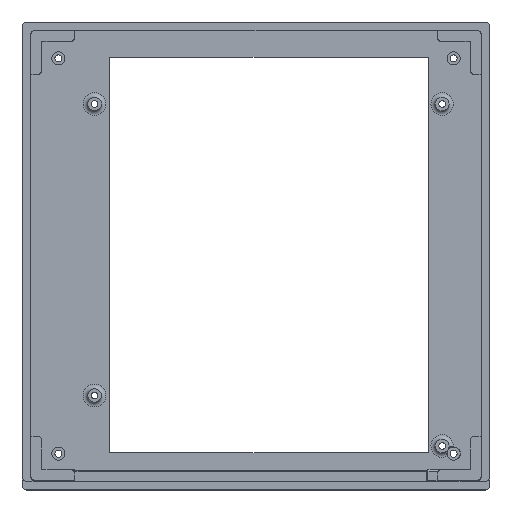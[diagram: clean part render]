
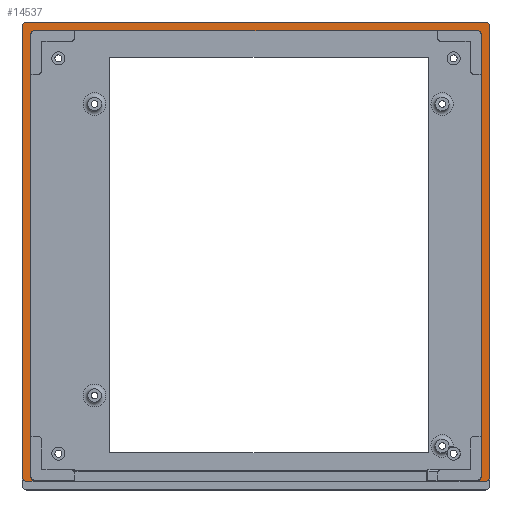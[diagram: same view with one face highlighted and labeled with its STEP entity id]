
A CAD part, top view. The second image highlights one B-rep face of the part: STEP entity #14537.
In plain terms, the highlighted planar face has unit normal (0, 0, 1).
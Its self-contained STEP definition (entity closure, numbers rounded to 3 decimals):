
#13700=CARTESIAN_POINT('',(958.,428.,487.5));
#13701=VERTEX_POINT('',#13700);
#13718=CARTESIAN_POINT('',(976.,428.,487.5));
#13719=VERTEX_POINT('',#13718);
#13726=CARTESIAN_POINT('',(976.,428.,487.5));
#13727=DIRECTION('',(-1.,-0.,0.));
#13728=VECTOR('',#13727,18.);
#13729=LINE('',#13726,#13728);
#13730=EDGE_CURVE('',#13719,#13701,#13729,.T.);
#14150=CARTESIAN_POINT('',(978.,408.,487.5));
#14151=VERTEX_POINT('',#14150);
#14182=CARTESIAN_POINT('',(978.,426.,487.5));
#14183=VERTEX_POINT('',#14182);
#14199=CARTESIAN_POINT('',(978.,408.,487.5));
#14200=DIRECTION('',(-0.,1.,0.));
#14201=VECTOR('',#14200,18.);
#14202=LINE('',#14199,#14201);
#14203=EDGE_CURVE('',#14151,#14183,#14202,.T.);
#14272=CARTESIAN_POINT('',(976.,426.,487.5));
#14273=DIRECTION('',(-0.,-0.,-1.));
#14274=DIRECTION('',(1.,0.,-0.));
#14275=AXIS2_PLACEMENT_3D('',#14272,#14273,#14274);
#14276=CIRCLE('',#14275,2.);
#14277=EDGE_CURVE('',#13719,#14183,#14276,.T.);
#14337=CARTESIAN_POINT('',(982.,226.,487.5));
#14338=VERTEX_POINT('',#14337);
#14339=CARTESIAN_POINT('',(982.,430.,487.5));
#14340=VERTEX_POINT('',#14339);
#14341=CARTESIAN_POINT('',(982.,226.,487.5));
#14342=DIRECTION('',(0.,1.,0.));
#14343=VECTOR('',#14342,204.);
#14344=LINE('',#14341,#14343);
#14345=EDGE_CURVE('',#14338,#14340,#14344,.T.);
#14379=CARTESIAN_POINT('',(350.,800.,487.5));
#14380=DIRECTION('',(0.,0.,1.));
#14381=DIRECTION('',(1.,0.,-0.));
#14382=AXIS2_PLACEMENT_3D('',#14379,#14380,#14381);
#14383=PLANE('',#14382);
#14384=CARTESIAN_POINT('',(770.,430.,487.5));
#14385=VERTEX_POINT('',#14384);
#14386=CARTESIAN_POINT('',(770.,226.,487.5));
#14387=VERTEX_POINT('',#14386);
#14388=CARTESIAN_POINT('',(770.,430.,487.5));
#14389=DIRECTION('',(0.,-1.,0.));
#14390=VECTOR('',#14389,204.);
#14391=LINE('',#14388,#14390);
#14392=EDGE_CURVE('',#14385,#14387,#14391,.T.);
#14393=ORIENTED_EDGE('',*,*,#14392,.T.);
#14394=CARTESIAN_POINT('',(772.,224.,487.5));
#14395=VERTEX_POINT('',#14394);
#14396=CARTESIAN_POINT('',(772.,226.,487.5));
#14397=DIRECTION('',(0.,0.,1.));
#14398=DIRECTION('',(1.,0.,-0.));
#14399=AXIS2_PLACEMENT_3D('',#14396,#14397,#14398);
#14400=CIRCLE('',#14399,2.);
#14401=EDGE_CURVE('',#14387,#14395,#14400,.T.);
#14402=ORIENTED_EDGE('',*,*,#14401,.T.);
#14403=CARTESIAN_POINT('',(776.,224.,487.5));
#14404=VERTEX_POINT('',#14403);
#14405=CARTESIAN_POINT('',(772.,224.,487.5));
#14406=DIRECTION('',(1.,0.,-0.));
#14407=VECTOR('',#14406,4.);
#14408=LINE('',#14405,#14407);
#14409=EDGE_CURVE('',#14395,#14404,#14408,.T.);
#14410=ORIENTED_EDGE('',*,*,#14409,.T.);
#14411=CARTESIAN_POINT('',(774.,226.,487.5));
#14412=VERTEX_POINT('',#14411);
#14413=CARTESIAN_POINT('',(776.,226.,487.5));
#14414=DIRECTION('',(-0.,-0.,-1.));
#14415=DIRECTION('',(1.,0.,-0.));
#14416=AXIS2_PLACEMENT_3D('',#14413,#14414,#14415);
#14417=CIRCLE('',#14416,2.);
#14418=EDGE_CURVE('',#14404,#14412,#14417,.T.);
#14419=ORIENTED_EDGE('',*,*,#14418,.T.);
#14420=CARTESIAN_POINT('',(774.,244.,487.5));
#14421=VERTEX_POINT('',#14420);
#14422=CARTESIAN_POINT('',(774.,226.,487.5));
#14423=DIRECTION('',(-0.,1.,0.));
#14424=VECTOR('',#14423,18.);
#14425=LINE('',#14422,#14424);
#14426=EDGE_CURVE('',#14412,#14421,#14425,.T.);
#14427=ORIENTED_EDGE('',*,*,#14426,.T.);
#14428=CARTESIAN_POINT('',(774.,408.,487.5));
#14429=VERTEX_POINT('',#14428);
#14430=CARTESIAN_POINT('',(774.,244.,487.5));
#14431=DIRECTION('',(-0.,1.,0.));
#14432=VECTOR('',#14431,164.);
#14433=LINE('',#14430,#14432);
#14434=EDGE_CURVE('',#14421,#14429,#14433,.T.);
#14435=ORIENTED_EDGE('',*,*,#14434,.T.);
#14436=CARTESIAN_POINT('',(774.,426.,487.5));
#14437=VERTEX_POINT('',#14436);
#14438=CARTESIAN_POINT('',(774.,408.,487.5));
#14439=DIRECTION('',(-0.,1.,0.));
#14440=VECTOR('',#14439,18.);
#14441=LINE('',#14438,#14440);
#14442=EDGE_CURVE('',#14429,#14437,#14441,.T.);
#14443=ORIENTED_EDGE('',*,*,#14442,.T.);
#14444=CARTESIAN_POINT('',(776.,428.,487.5));
#14445=VERTEX_POINT('',#14444);
#14446=CARTESIAN_POINT('',(776.,426.,487.5));
#14447=DIRECTION('',(-0.,-0.,-1.));
#14448=DIRECTION('',(1.,0.,-0.));
#14449=AXIS2_PLACEMENT_3D('',#14446,#14447,#14448);
#14450=CIRCLE('',#14449,2.);
#14451=EDGE_CURVE('',#14437,#14445,#14450,.T.);
#14452=ORIENTED_EDGE('',*,*,#14451,.T.);
#14453=CARTESIAN_POINT('',(794.,428.,487.5));
#14454=VERTEX_POINT('',#14453);
#14455=CARTESIAN_POINT('',(794.,428.,487.5));
#14456=DIRECTION('',(-1.,-0.,0.));
#14457=VECTOR('',#14456,18.);
#14458=LINE('',#14455,#14457);
#14459=EDGE_CURVE('',#14454,#14445,#14458,.T.);
#14460=ORIENTED_EDGE('',*,*,#14459,.F.);
#14461=CARTESIAN_POINT('',(958.,428.,487.5));
#14462=DIRECTION('',(-1.,-0.,0.));
#14463=VECTOR('',#14462,164.);
#14464=LINE('',#14461,#14463);
#14465=EDGE_CURVE('',#13701,#14454,#14464,.T.);
#14466=ORIENTED_EDGE('',*,*,#14465,.F.);
#14467=ORIENTED_EDGE('',*,*,#13730,.F.);
#14468=ORIENTED_EDGE('',*,*,#14277,.T.);
#14469=ORIENTED_EDGE('',*,*,#14203,.F.);
#14470=CARTESIAN_POINT('',(978.,244.,487.5));
#14471=VERTEX_POINT('',#14470);
#14472=CARTESIAN_POINT('',(978.,244.,487.5));
#14473=DIRECTION('',(0.,1.,0.));
#14474=VECTOR('',#14473,164.);
#14475=LINE('',#14472,#14474);
#14476=EDGE_CURVE('',#14471,#14151,#14475,.T.);
#14477=ORIENTED_EDGE('',*,*,#14476,.F.);
#14478=CARTESIAN_POINT('',(978.,226.,487.5));
#14479=VERTEX_POINT('',#14478);
#14480=CARTESIAN_POINT('',(978.,226.,487.5));
#14481=DIRECTION('',(0.,1.,0.));
#14482=VECTOR('',#14481,18.);
#14483=LINE('',#14480,#14482);
#14484=EDGE_CURVE('',#14479,#14471,#14483,.T.);
#14485=ORIENTED_EDGE('',*,*,#14484,.F.);
#14486=CARTESIAN_POINT('',(976.,224.,487.5));
#14487=VERTEX_POINT('',#14486);
#14488=CARTESIAN_POINT('',(976.,226.,487.5));
#14489=DIRECTION('',(-0.,-0.,-1.));
#14490=DIRECTION('',(1.,0.,-0.));
#14491=AXIS2_PLACEMENT_3D('',#14488,#14489,#14490);
#14492=CIRCLE('',#14491,2.);
#14493=EDGE_CURVE('',#14479,#14487,#14492,.T.);
#14494=ORIENTED_EDGE('',*,*,#14493,.T.);
#14495=CARTESIAN_POINT('',(980.,224.,487.5));
#14496=VERTEX_POINT('',#14495);
#14497=CARTESIAN_POINT('',(980.,224.,487.5));
#14498=DIRECTION('',(-1.,0.,0.));
#14499=VECTOR('',#14498,4.);
#14500=LINE('',#14497,#14499);
#14501=EDGE_CURVE('',#14496,#14487,#14500,.T.);
#14502=ORIENTED_EDGE('',*,*,#14501,.F.);
#14503=CARTESIAN_POINT('',(980.,226.,487.5));
#14504=DIRECTION('',(0.,0.,1.));
#14505=DIRECTION('',(1.,0.,-0.));
#14506=AXIS2_PLACEMENT_3D('',#14503,#14504,#14505);
#14507=CIRCLE('',#14506,2.);
#14508=EDGE_CURVE('',#14496,#14338,#14507,.T.);
#14509=ORIENTED_EDGE('',*,*,#14508,.T.);
#14510=ORIENTED_EDGE('',*,*,#14345,.T.);
#14511=CARTESIAN_POINT('',(980.,432.,487.5));
#14512=VERTEX_POINT('',#14511);
#14513=CARTESIAN_POINT('',(980.,430.,487.5));
#14514=DIRECTION('',(0.,0.,1.));
#14515=DIRECTION('',(1.,0.,-0.));
#14516=AXIS2_PLACEMENT_3D('',#14513,#14514,#14515);
#14517=CIRCLE('',#14516,2.);
#14518=EDGE_CURVE('',#14340,#14512,#14517,.T.);
#14519=ORIENTED_EDGE('',*,*,#14518,.T.);
#14520=CARTESIAN_POINT('',(772.,432.,487.5));
#14521=VERTEX_POINT('',#14520);
#14522=CARTESIAN_POINT('',(980.,432.,487.5));
#14523=DIRECTION('',(-1.,0.,0.));
#14524=VECTOR('',#14523,208.);
#14525=LINE('',#14522,#14524);
#14526=EDGE_CURVE('',#14512,#14521,#14525,.T.);
#14527=ORIENTED_EDGE('',*,*,#14526,.T.);
#14528=CARTESIAN_POINT('',(772.,430.,487.5));
#14529=DIRECTION('',(0.,0.,1.));
#14530=DIRECTION('',(1.,0.,-0.));
#14531=AXIS2_PLACEMENT_3D('',#14528,#14529,#14530);
#14532=CIRCLE('',#14531,2.);
#14533=EDGE_CURVE('',#14521,#14385,#14532,.T.);
#14534=ORIENTED_EDGE('',*,*,#14533,.T.);
#14535=EDGE_LOOP('',(#14393,#14402,#14410,#14419,#14427,#14435,#14443,#14452,#14460,#14466,#14467,#14468,#14469,#14477,#14485,#14494,#14502,#14509,#14510,#14519,#14527,#14534));
#14536=FACE_BOUND('',#14535,.T.);
#14537=ADVANCED_FACE('',(#14536),#14383,.T.);
